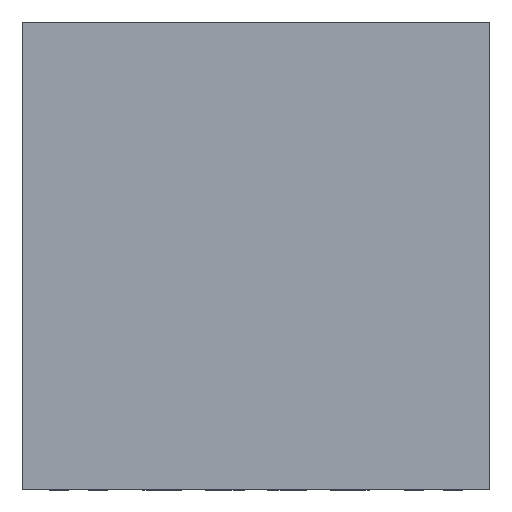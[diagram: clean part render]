
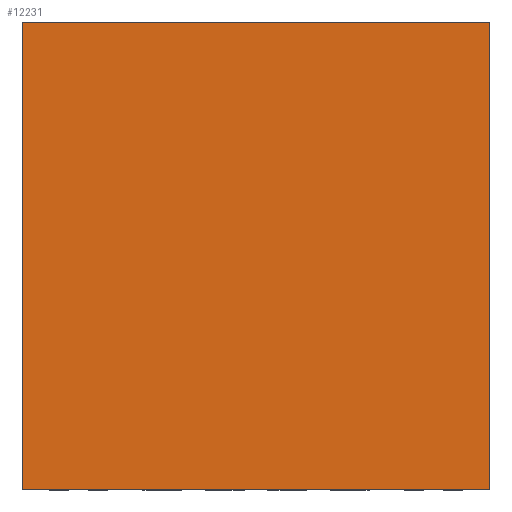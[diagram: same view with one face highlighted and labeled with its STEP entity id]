
A CAD part, top view. The second image highlights one B-rep face of the part: STEP entity #12231.
In plain terms, the highlighted face is planar.
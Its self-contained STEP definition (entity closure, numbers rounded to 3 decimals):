
#9514=DIRECTION('',(0.,0.,1.));
#9515=VECTOR('',#9514,6.);
#9516=CARTESIAN_POINT('',(-3.,0.975,-3.));
#9517=LINE('',#9516,#9515);
#9521=DIRECTION('',(-1.,0.,0.));
#9522=VECTOR('',#9521,6.);
#9523=CARTESIAN_POINT('',(3.,0.975,-3.));
#9524=LINE('',#9523,#9522);
#9528=DIRECTION('',(0.,0.,-1.));
#9529=VECTOR('',#9528,6.);
#9530=CARTESIAN_POINT('',(3.,0.975,3.));
#9531=LINE('',#9530,#9529);
#9535=DIRECTION('',(1.,0.,0.));
#9536=VECTOR('',#9535,6.);
#9537=CARTESIAN_POINT('',(-3.,0.975,3.));
#9538=LINE('',#9537,#9536);
#10106=CARTESIAN_POINT('',(-3.,0.975,-3.));
#10107=CARTESIAN_POINT('',(-3.,0.975,3.));
#10108=VERTEX_POINT('',#10106);
#10109=VERTEX_POINT('',#10107);
#10110=CARTESIAN_POINT('',(3.,0.975,3.));
#10111=VERTEX_POINT('',#10110);
#10112=CARTESIAN_POINT('',(3.,0.975,-3.));
#10113=VERTEX_POINT('',#10112);
#12220=CARTESIAN_POINT('',(0.,0.975,0.));
#12221=DIRECTION('',(0.,1.,0.));
#12222=DIRECTION('',(1.,0.,0.));
#12223=AXIS2_PLACEMENT_3D('',#12220,#12221,#12222);
#12224=PLANE('',#12223);
#12225=ORIENTED_EDGE('',*,*,#11081,.F.);
#12226=ORIENTED_EDGE('',*,*,#11293,.F.);
#12227=ORIENTED_EDGE('',*,*,#11703,.F.);
#12228=ORIENTED_EDGE('',*,*,#11395,.F.);
#12229=EDGE_LOOP('',(#12225,#12226,#12227,#12228));
#12230=FACE_OUTER_BOUND('',#12229,.F.);
#11081=EDGE_CURVE('',#10108,#10109,#9517,.T.);
#11293=EDGE_CURVE('',#10113,#10108,#9524,.T.);
#11395=EDGE_CURVE('',#10109,#10111,#9538,.T.);
#11703=EDGE_CURVE('',#10111,#10113,#9531,.T.);
#12231=ADVANCED_FACE('',(#12230),#12224,.T.);
